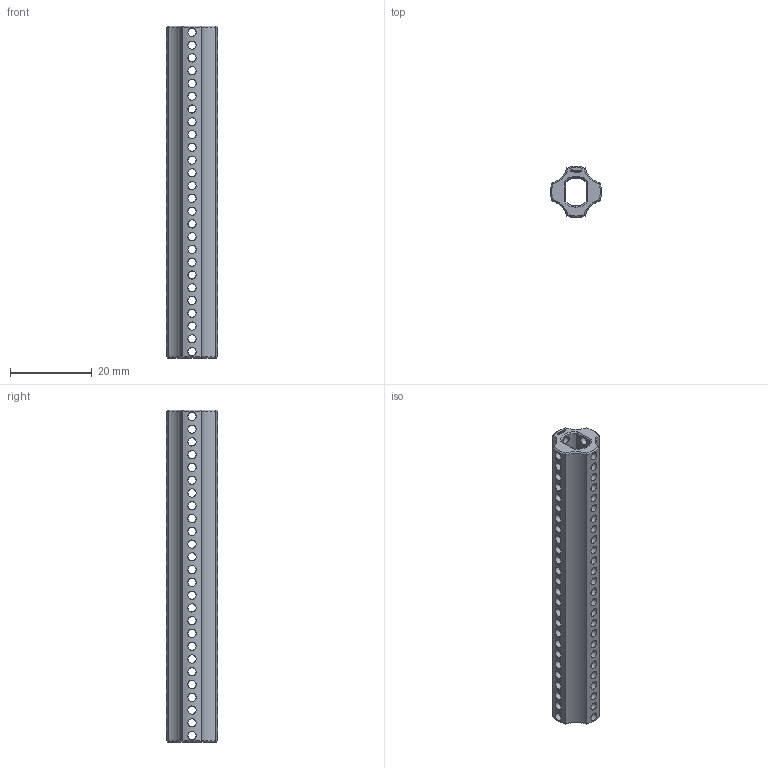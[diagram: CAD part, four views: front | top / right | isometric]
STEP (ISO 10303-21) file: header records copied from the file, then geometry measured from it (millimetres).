
FILE_DESCRIPTION(('FreeCAD Model'),'2;1');
FILE_NAME('Open CASCADE Shape Model','2024-06-16T00:07:44',(''),(''), 'Open CASCADE STEP processor 7.6','FreeCAD','Unknown');
FILE_SCHEMA(('AUTOMOTIVE_DESIGN { 1 0 10303 214 1 1 1 1 }'));
Length unit declared in the file: millimetre
Products named in the file (1): Power-Transmission Hub PLN IDX FXD BU06.50 - SPN-PTH-0026 
(stemfie.org)
Bounding box: 12.5 x 12.5 x 81.25 mm (x, y, z)
Volume: 4847.2 mm3; surface area: 6488.8 mm2
Topology: 1 solids, 1 shells, 610 faces, 1756 edges, 1180 vertices
Faces by surface type: plane 312, extrusion 164, cylinder 114, cone 20
Full cylindrical faces by diameter (mm): 2 x104
Entity records: 27797 total; most frequent: CARTESIAN_POINT 12254, ORIENTED_EDGE 3512, DIRECTION 2394, EDGE_CURVE 1756, VECTOR 1268, VERTEX_POINT 1180, LINE 1104, FACE_BOUND 852
